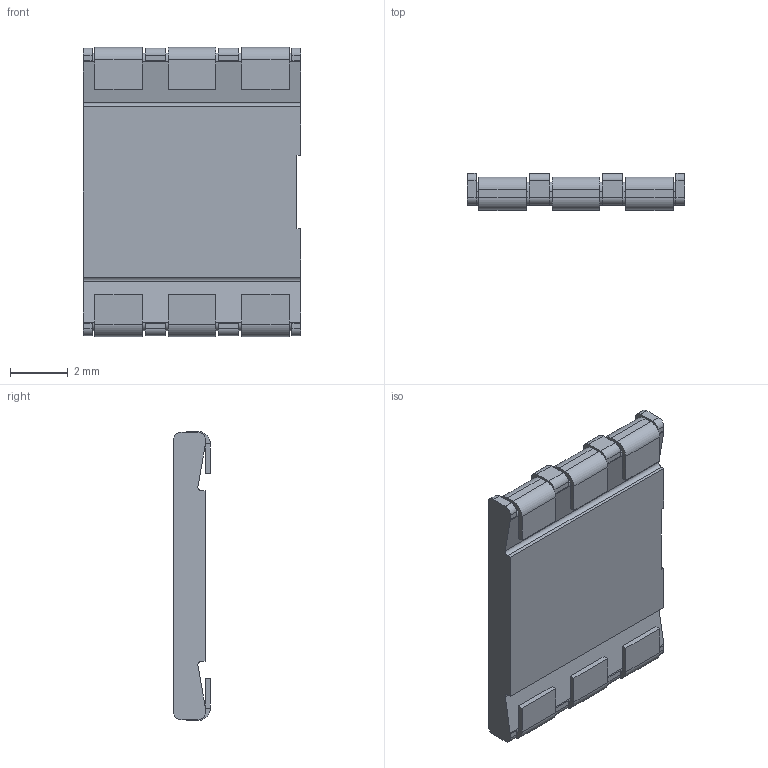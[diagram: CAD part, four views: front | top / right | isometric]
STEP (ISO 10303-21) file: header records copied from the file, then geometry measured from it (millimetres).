
FILE_DESCRIPTION((''),'2;1');
FILE_NAME('70AAJ004F0','2009-03-26T',('perryw1'),('Bourns, Inc.'),'PRO/ENGINEER BY PARAMETRIC TECHNOLOGY CORPORATION, 2001200','PRO/ENGINEER BY PARAMETRIC TECHNOLOGY CORPORATION, 2001200','');
FILE_SCHEMA(('CONFIG_CONTROL_DESIGN'));
Length unit declared in the file: inch
Products named in the file (1): 70AAJ004F0
Bounding box: 7.52 x 1.27 x 10 mm (x, y, z)
Volume: 71.7 mm3; surface area: 264.1 mm2
Topology: 1 solids, 1 shells, 192 faces, 462 edges, 272 vertices
Faces by surface type: plane 142, cylinder 50
Entity records: 5474 total; most frequent: DIRECTION 958, CARTESIAN_POINT 926, ORIENTED_EDGE 924, EDGE_CURVE 462, VECTOR 350, LINE 350, AXIS2_PLACEMENT_3D 304, VERTEX_POINT 272
